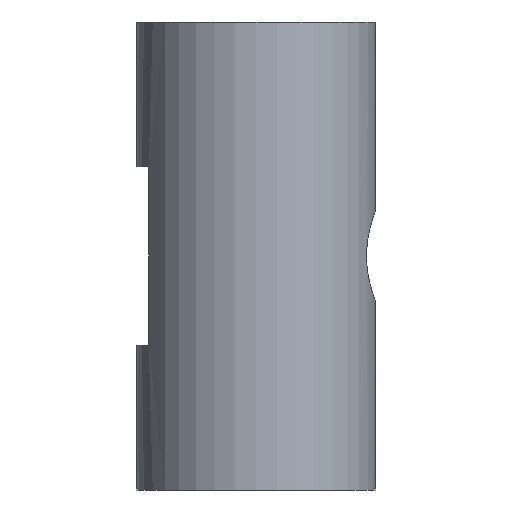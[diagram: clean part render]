
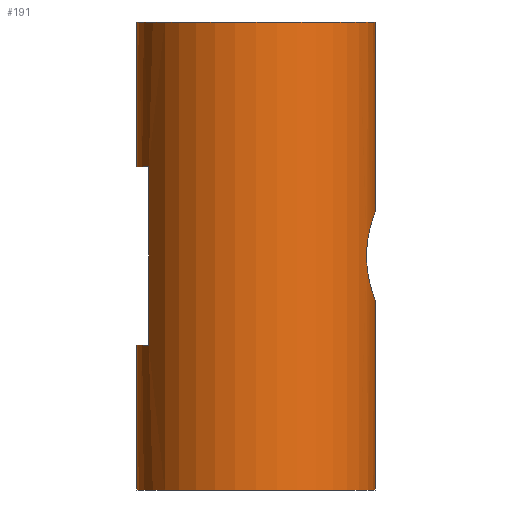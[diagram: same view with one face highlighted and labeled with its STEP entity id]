
A CAD part, left-side view. The second image highlights one B-rep face of the part: STEP entity #191.
In plain terms, the highlighted cylindrical face has radius 2 mm (diameter 4 mm), a full revolution.
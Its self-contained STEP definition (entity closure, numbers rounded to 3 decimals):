
#26=FACE_BOUND('',#64,.T.);
#27=FACE_BOUND('',#65,.T.);
#32=B_SPLINE_CURVE_WITH_KNOTS('',3,(#386,#387,#388,#389,#390,#391,#392,
#393,#394,#395),.UNSPECIFIED.,.F.,.F.,(4,2,2,2,4),(0.114,0.143,
0.171,0.2,0.228),.UNSPECIFIED.);
#33=B_SPLINE_CURVE_WITH_KNOTS('',3,(#397,#398,#399,#400,#401,#402,#403,
#404,#405,#406,#407,#408,#409,#410,#411,#412,#413,#414,#415),
 .UNSPECIFIED.,.F.,.F.,(4,2,2,2,3,2,2,2,4),(0.343,0.371,
0.4,0.428,0.457,0.485,
0.514,0.543,0.571),.UNSPECIFIED.);
#34=B_SPLINE_CURVE_WITH_KNOTS('',3,(#416,#417,#418,#419,#420,#421,#422,
#423,#424,#425),.UNSPECIFIED.,.F.,.F.,(4,2,2,2,4),(0.228,0.257,
0.286,0.314,0.343),.UNSPECIFIED.);
#38=CYLINDRICAL_SURFACE('',#229,2.);
#48=FACE_OUTER_BOUND('',#63,.T.);
#63=EDGE_LOOP('',(#170,#171,#172,#173));
#64=EDGE_LOOP('',(#174,#175,#176,#177));
#65=EDGE_LOOP('',(#178,#179,#180));
#70=LINE('',#378,#79);
#71=LINE('',#379,#80);
#74=LINE('',#432,#83);
#79=VECTOR('',#260,10.);
#80=VECTOR('',#261,10.);
#83=VECTOR('',#276,2.);
#87=CIRCLE('',#218,2.);
#88=CIRCLE('',#220,2.);
#89=CIRCLE('',#222,2.);
#91=CIRCLE('',#228,2.);
#99=VERTEX_POINT('',#365);
#100=VERTEX_POINT('',#368);
#101=VERTEX_POINT('',#369);
#102=VERTEX_POINT('',#373);
#103=VERTEX_POINT('',#374);
#105=VERTEX_POINT('',#383);
#106=VERTEX_POINT('',#385);
#107=VERTEX_POINT('',#396);
#108=VERTEX_POINT('',#429);
#118=EDGE_CURVE('',#99,#99,#87,.T.);
#119=EDGE_CURVE('',#100,#101,#88,.T.);
#121=EDGE_CURVE('',#102,#103,#89,.T.);
#123=EDGE_CURVE('',#101,#102,#70,.T.);
#124=EDGE_CURVE('',#103,#100,#71,.T.);
#127=EDGE_CURVE('',#106,#105,#32,.T.);
#128=EDGE_CURVE('',#107,#106,#33,.T.);
#129=EDGE_CURVE('',#105,#107,#34,.T.);
#131=EDGE_CURVE('',#108,#108,#91,.T.);
#132=EDGE_CURVE('',#99,#108,#74,.T.);
#170=ORIENTED_EDGE('',*,*,#118,.F.);
#171=ORIENTED_EDGE('',*,*,#132,.T.);
#172=ORIENTED_EDGE('',*,*,#131,.F.);
#173=ORIENTED_EDGE('',*,*,#132,.F.);
#174=ORIENTED_EDGE('',*,*,#121,.T.);
#175=ORIENTED_EDGE('',*,*,#124,.T.);
#176=ORIENTED_EDGE('',*,*,#119,.T.);
#177=ORIENTED_EDGE('',*,*,#123,.T.);
#178=ORIENTED_EDGE('',*,*,#127,.T.);
#179=ORIENTED_EDGE('',*,*,#129,.T.);
#180=ORIENTED_EDGE('',*,*,#128,.T.);
#191=ADVANCED_FACE('',(#48,#26,#27),#38,.T.);
#218=AXIS2_PLACEMENT_3D('',#366,#246,#247);
#220=AXIS2_PLACEMENT_3D('',#370,#250,#251);
#222=AXIS2_PLACEMENT_3D('',#375,#255,#256);
#228=AXIS2_PLACEMENT_3D('',#430,#272,#273);
#229=AXIS2_PLACEMENT_3D('',#431,#274,#275);
#246=DIRECTION('center_axis',(0.,0.,1.));
#247=DIRECTION('ref_axis',(-1.,0.,0.));
#250=DIRECTION('center_axis',(0.,0.,-1.));
#251=DIRECTION('ref_axis',(-1.,0.,0.));
#255=DIRECTION('center_axis',(0.,0.,1.));
#256=DIRECTION('ref_axis',(-1.,0.,0.));
#260=DIRECTION('',(0.,0.,1.));
#261=DIRECTION('',(0.,0.,-1.));
#272=DIRECTION('center_axis',(0.,0.,-1.));
#273=DIRECTION('ref_axis',(-1.,0.,0.));
#274=DIRECTION('center_axis',(0.,0.,1.));
#275=DIRECTION('ref_axis',(-1.,0.,0.));
#276=DIRECTION('',(0.,0.,-1.));
#365=CARTESIAN_POINT('',(2.,0.,3.925));
#366=CARTESIAN_POINT('Origin',(0.,0.,3.925));
#368=CARTESIAN_POINT('',(-0.872,1.8,-1.5));
#369=CARTESIAN_POINT('',(0.872,1.8,-1.5));
#370=CARTESIAN_POINT('Origin',(0.,0.,-1.5));
#373=CARTESIAN_POINT('',(0.872,1.8,1.5));
#374=CARTESIAN_POINT('',(-0.872,1.8,1.5));
#375=CARTESIAN_POINT('Origin',(0.,0.,1.5));
#378=CARTESIAN_POINT('',(0.872,1.8,0.));
#379=CARTESIAN_POINT('',(-0.872,1.8,0.));
#383=CARTESIAN_POINT('',(0.75,-1.854,0.));
#385=CARTESIAN_POINT('',(0.,-2.,0.75));
#386=CARTESIAN_POINT('Ctrl Pts',(0.,-2.,0.75));
#387=CARTESIAN_POINT('Ctrl Pts',(0.095,-2.,0.75));
#388=CARTESIAN_POINT('Ctrl Pts',(0.196,-1.993,0.731));
#389=CARTESIAN_POINT('Ctrl Pts',(0.381,-1.966,0.654));
#390=CARTESIAN_POINT('Ctrl Pts',(0.464,-1.947,0.596));
#391=CARTESIAN_POINT('Ctrl Pts',(0.596,-1.91,0.464));
#392=CARTESIAN_POINT('Ctrl Pts',(0.654,-1.891,0.381));
#393=CARTESIAN_POINT('Ctrl Pts',(0.731,-1.862,0.196));
#394=CARTESIAN_POINT('Ctrl Pts',(0.75,-1.854,0.095));
#395=CARTESIAN_POINT('Ctrl Pts',(0.75,-1.854,0.));
#396=CARTESIAN_POINT('',(0.,-2.,-0.75));
#397=CARTESIAN_POINT('Ctrl Pts',(0.,-2.,-0.75));
#398=CARTESIAN_POINT('Ctrl Pts',(-0.095,-2.,-0.75));
#399=CARTESIAN_POINT('Ctrl Pts',(-0.196,-1.993,-0.731));
#400=CARTESIAN_POINT('Ctrl Pts',(-0.381,-1.966,-0.654));
#401=CARTESIAN_POINT('Ctrl Pts',(-0.464,-1.947,-0.596));
#402=CARTESIAN_POINT('Ctrl Pts',(-0.596,-1.91,-0.464));
#403=CARTESIAN_POINT('Ctrl Pts',(-0.654,-1.891,-0.381));
#404=CARTESIAN_POINT('Ctrl Pts',(-0.731,-1.862,-0.196));
#405=CARTESIAN_POINT('Ctrl Pts',(-0.75,-1.854,-0.095));
#406=CARTESIAN_POINT('Ctrl Pts',(-0.75,-1.854,0.));
#407=CARTESIAN_POINT('Ctrl Pts',(-0.75,-1.854,0.095));
#408=CARTESIAN_POINT('Ctrl Pts',(-0.731,-1.862,0.196));
#409=CARTESIAN_POINT('Ctrl Pts',(-0.654,-1.891,0.381));
#410=CARTESIAN_POINT('Ctrl Pts',(-0.596,-1.91,0.464));
#411=CARTESIAN_POINT('Ctrl Pts',(-0.464,-1.947,0.596));
#412=CARTESIAN_POINT('Ctrl Pts',(-0.381,-1.966,0.654));
#413=CARTESIAN_POINT('Ctrl Pts',(-0.196,-1.993,0.731));
#414=CARTESIAN_POINT('Ctrl Pts',(-0.095,-2.,0.75));
#415=CARTESIAN_POINT('Ctrl Pts',(0.,-2.,0.75));
#416=CARTESIAN_POINT('Ctrl Pts',(0.75,-1.854,0.));
#417=CARTESIAN_POINT('Ctrl Pts',(0.75,-1.854,-0.095));
#418=CARTESIAN_POINT('Ctrl Pts',(0.731,-1.862,-0.196));
#419=CARTESIAN_POINT('Ctrl Pts',(0.654,-1.891,-0.381));
#420=CARTESIAN_POINT('Ctrl Pts',(0.596,-1.91,-0.464));
#421=CARTESIAN_POINT('Ctrl Pts',(0.464,-1.947,-0.596));
#422=CARTESIAN_POINT('Ctrl Pts',(0.381,-1.966,-0.654));
#423=CARTESIAN_POINT('Ctrl Pts',(0.196,-1.993,-0.731));
#424=CARTESIAN_POINT('Ctrl Pts',(0.095,-2.,-0.75));
#425=CARTESIAN_POINT('Ctrl Pts',(0.,-2.,-0.75));
#429=CARTESIAN_POINT('',(2.,0.,-3.925));
#430=CARTESIAN_POINT('Origin',(0.,0.,-3.925));
#431=CARTESIAN_POINT('Origin',(0.,0.,0.));
#432=CARTESIAN_POINT('',(2.,0.,0.));
